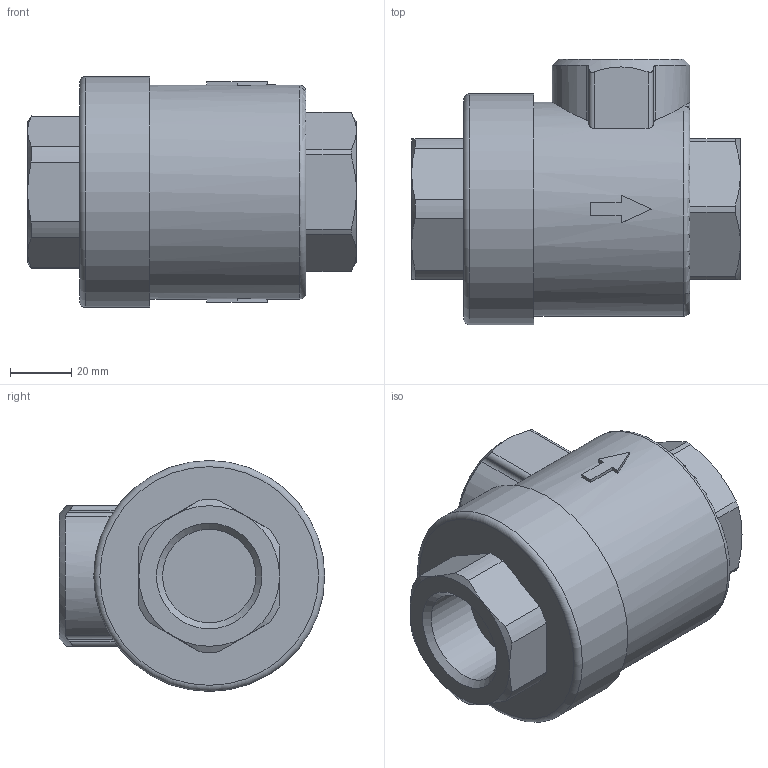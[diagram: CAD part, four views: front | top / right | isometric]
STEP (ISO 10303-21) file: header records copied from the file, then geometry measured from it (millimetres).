
FILE_DESCRIPTION(( 'MV.27.00.01.STEP' ), '1');
FILE_NAME( 'MV.27.00.01.STEP', '2018-10-04T17:00:26',( 'Sopra'),('sopra-pneumatic.com'), 'SwSTEP 2.0','SolidWorks 2009','' );
FILE_SCHEMA (( 'CONFIG_CONTROL_DESIGN' ));
Length unit declared in the file: millimetre
Products named in the file (1): 0605000007A
Bounding box: 107.5 x 86.75 x 75.5 mm (x, y, z)
Volume: 339483.1 mm3; surface area: 38487.2 mm2
Topology: 1 solids, 1 shells, 90 faces, 226 edges, 143 vertices
Faces by surface type: plane 43, cylinder 27, cone 16, torus 2, bspline 2
Full cylindrical faces by diameter (mm): 30.5 x3, 70 x1, 75.5 x1
Entity records: 3077 total; most frequent: CARTESIAN_POINT 994, ORIENTED_EDGE 418, DIRECTION 396, EDGE_CURVE 209, AXIS2_PLACEMENT_3D 155, VERTEX_POINT 139, EDGE_LOOP 108, FACE_OUTER_BOUND 96
